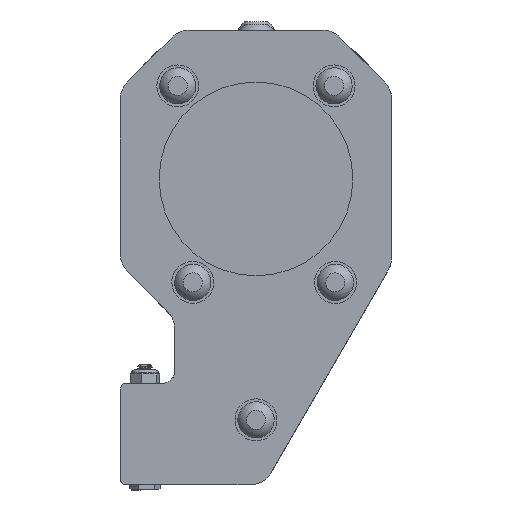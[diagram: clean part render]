
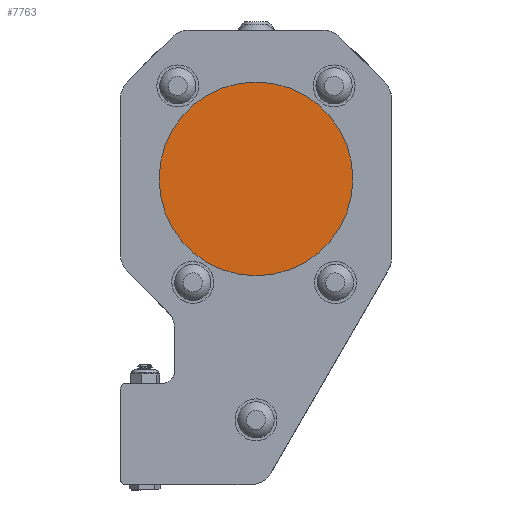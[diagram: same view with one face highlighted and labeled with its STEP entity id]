
A CAD part, left-side view. The second image highlights one B-rep face of the part: STEP entity #7763.
In plain terms, the highlighted planar face has unit normal (-1, 0, 0).
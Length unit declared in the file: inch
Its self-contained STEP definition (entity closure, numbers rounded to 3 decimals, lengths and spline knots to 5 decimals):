
#1402=PLANE('',#8436);
#1937=FACE_OUTER_BOUND('',#2521,.T.);
#2521=EDGE_LOOP('',(#5759));
#3295=CIRCLE('',#8435,1.);
#3815=VERTEX_POINT('',#25935);
#4594=EDGE_CURVE('',#3815,#3815,#3295,.T.);
#5759=ORIENTED_EDGE('',*,*,#4594,.T.);
#7763=ADVANCED_FACE('',(#1937),#1402,.F.);
#8435=AXIS2_PLACEMENT_3D('',#25936,#9698,#9699);
#8436=AXIS2_PLACEMENT_3D('',#25937,#9700,#9701);
#9698=DIRECTION('center_axis',(-1.,0.,0.));
#9699=DIRECTION('ref_axis',(0.,1.,0.));
#9700=DIRECTION('center_axis',(1.,0.,0.));
#9701=DIRECTION('ref_axis',(0.,1.,0.));
#25935=CARTESIAN_POINT('',(-23.29093,-1.,0.));
#25936=CARTESIAN_POINT('Origin',(-23.29093,0.,
0.));
#25937=CARTESIAN_POINT('Origin',(-23.29093,0.,
0.));
